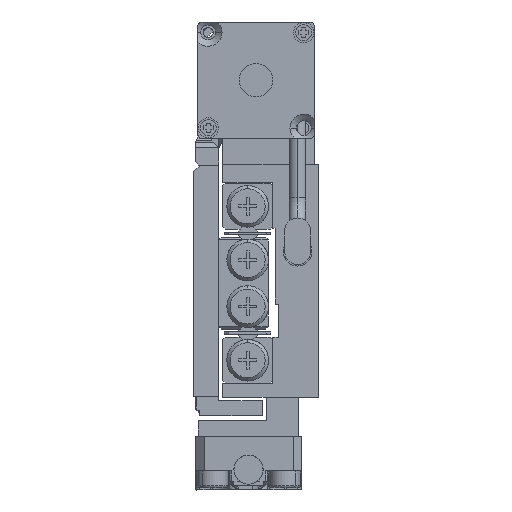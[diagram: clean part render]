
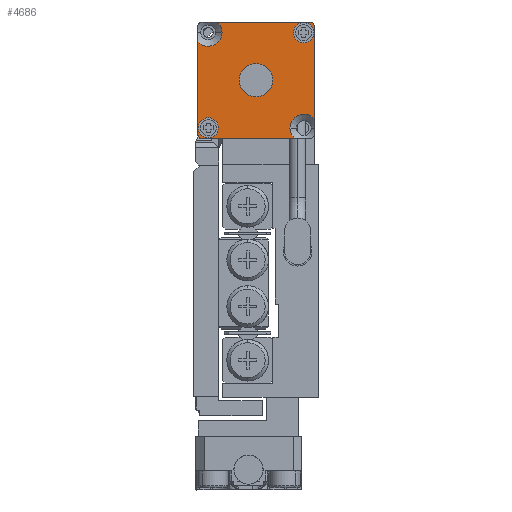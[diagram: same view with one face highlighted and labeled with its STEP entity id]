
A CAD part, left-side view. The second image highlights one B-rep face of the part: STEP entity #4686.
In plain terms, the highlighted face is planar.
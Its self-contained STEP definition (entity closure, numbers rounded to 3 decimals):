
#947 = DIRECTION ( 'NONE',  ( 1., 0., 0. ) ) ;
#1122 = CIRCLE ( 'NONE', #23514, 2. ) ;
#1357 = VERTEX_POINT ( 'NONE', #33857 ) ;
#1359 = CARTESIAN_POINT ( 'NONE',  ( 11.652, -14., 30. ) ) ;
#1373 = CARTESIAN_POINT ( 'NONE',  ( 14., -11.652, 30. ) ) ;
#2490 = CARTESIAN_POINT ( 'NONE',  ( 12.714, -1.286, 30. ) ) ;
#2539 = AXIS2_PLACEMENT_3D ( 'NONE', #45385, #31966, #19400 ) ;
#2920 = VERTEX_POINT ( 'NONE', #21737 ) ;
#2942 = EDGE_CURVE ( 'NONE', #51655, #44116, #40395, .T. ) ;
#3164 = DIRECTION ( 'NONE',  ( 0., 0., 1. ) ) ;
#3511 = CARTESIAN_POINT ( 'NONE',  ( 11.501, -1.286, 30. ) ) ;
#3512 = CARTESIAN_POINT ( 'NONE',  ( 2.348, 0., 30. ) ) ;
#4686 = ADVANCED_FACE ( 'NONE', ( #33316, #51088, #46713, #28946 ), #56039, .T. ) ;
#6799 = CARTESIAN_POINT ( 'NONE',  ( 1.25, -1.25, 30. ) ) ;
#7436 = ORIENTED_EDGE ( 'NONE', *, *, #50786, .T. ) ;
#7511 = CARTESIAN_POINT ( 'NONE',  ( 0., -13.5, 30. ) ) ;
#8043 = EDGE_CURVE ( 'NONE', #26647, #10625, #14931, .T. ) ;
#9430 = VERTEX_POINT ( 'NONE', #1373 ) ;
#9439 = EDGE_CURVE ( 'NONE', #14627, #45253, #1122, .T. ) ;
#9543 = CARTESIAN_POINT ( 'NONE',  ( 0.5, -14., 30. ) ) ;
#9679 = AXIS2_PLACEMENT_3D ( 'NONE', #36687, #54479, #14501 ) ;
#10625 = VERTEX_POINT ( 'NONE', #45274 ) ;
#10658 = CARTESIAN_POINT ( 'NONE',  ( 0., -2.348, 30. ) ) ;
#11038 = DIRECTION ( 'NONE',  ( 0., 0., 1. ) ) ;
#11115 = DIRECTION ( 'NONE',  ( 0., 0., 1. ) ) ;
#11473 = VERTEX_POINT ( 'NONE', #1359 ) ;
#11558 = EDGE_CURVE ( 'NONE', #45253, #14627, #21808, .T. ) ;
#11582 = ORIENTED_EDGE ( 'NONE', *, *, #49444, .F. ) ;
#11601 = CARTESIAN_POINT ( 'NONE',  ( 1.25, -1.25, 30. ) ) ;
#11746 = DIRECTION ( 'NONE',  ( 1., 0., 0. ) ) ;
#11773 = DIRECTION ( 'NONE',  ( 0., 0., -1. ) ) ;
#12114 = AXIS2_PLACEMENT_3D ( 'NONE', #32664, #13067, #43122 ) ;
#13067 = DIRECTION ( 'NONE',  ( 0., 0., 1. ) ) ;
#13093 = VECTOR ( 'NONE', #947, 1000. ) ;
#13806 = LINE ( 'NONE', #54357, #13093 ) ;
#14363 = EDGE_CURVE ( 'NONE', #9430, #16335, #19305, .T. ) ;
#14501 = DIRECTION ( 'NONE',  ( 1., 0., 0. ) ) ;
#14627 = VERTEX_POINT ( 'NONE', #56704 ) ;
#14931 = CIRCLE ( 'NONE', #12114, 0.5 ) ;
#15359 = CARTESIAN_POINT ( 'NONE',  ( 0., 0., 30. ) ) ;
#15932 = DIRECTION ( 'NONE',  ( 1., 0., 0. ) ) ;
#16335 = VERTEX_POINT ( 'NONE', #49328 ) ;
#16411 = AXIS2_PLACEMENT_3D ( 'NONE', #32334, #23572, #41356 ) ;
#17858 = DIRECTION ( 'NONE',  ( 0., 0., -1. ) ) ;
#18228 = CARTESIAN_POINT ( 'NONE',  ( 0.5, -13.5, 30. ) ) ;
#19305 = CIRCLE ( 'NONE', #2539, 1.664 ) ;
#19400 = DIRECTION ( 'NONE',  ( 1., 0., 0. ) ) ;
#19501 = AXIS2_PLACEMENT_3D ( 'NONE', #11601, #11038, #29424 ) ;
#19585 = VECTOR ( 'NONE', #37537, 1000. ) ;
#20307 = DIRECTION ( 'NONE',  ( 0., 0., 1. ) ) ;
#20345 = EDGE_LOOP ( 'NONE', ( #56093, #11582 ) ) ;
#20926 = ORIENTED_EDGE ( 'NONE', *, *, #30783, .T. ) ;
#21372 = AXIS2_PLACEMENT_3D ( 'NONE', #51164, #11773, #25810 ) ;
#21572 = ORIENTED_EDGE ( 'NONE', *, *, #56777, .T. ) ;
#21669 = ORIENTED_EDGE ( 'NONE', *, *, #14363, .F. ) ;
#21737 = CARTESIAN_POINT ( 'NONE',  ( 0.073, -12.714, 30. ) ) ;
#21808 = CIRCLE ( 'NONE', #9679, 2. ) ;
#21815 = CIRCLE ( 'NONE', #54433, 1.213 ) ;
#21826 = CARTESIAN_POINT ( 'NONE',  ( 13.927, -1.286, 30. ) ) ;
#22121 = CARTESIAN_POINT ( 'NONE',  ( 5., -7., 30. ) ) ;
#22366 = VERTEX_POINT ( 'NONE', #3512 ) ;
#22947 = CIRCLE ( 'NONE', #49964, 0.5 ) ;
#23018 = CIRCLE ( 'NONE', #30474, 1.213 ) ;
#23260 = LINE ( 'NONE', #15359, #19585 ) ;
#23514 = AXIS2_PLACEMENT_3D ( 'NONE', #36413, #50106, #48145 ) ;
#23572 = DIRECTION ( 'NONE',  ( 0., 0., 1. ) ) ;
#24626 = DIRECTION ( 'NONE',  ( 0., 0., 1. ) ) ;
#25381 = EDGE_CURVE ( 'NONE', #10625, #22366, #23260, .T. ) ;
#25428 = DIRECTION ( 'NONE',  ( 1., 0., 0. ) ) ;
#25810 = DIRECTION ( 'NONE',  ( 1., 0., 0. ) ) ;
#26647 = VERTEX_POINT ( 'NONE', #36195 ) ;
#26695 = CIRCLE ( 'NONE', #16411, 1.213 ) ;
#26730 = DIRECTION ( 'NONE',  ( 0., 0., 1. ) ) ;
#27780 = AXIS2_PLACEMENT_3D ( 'NONE', #6799, #24626, #11746 ) ;
#28946 = FACE_BOUND ( 'NONE', #49618, .T. ) ;
#29424 = DIRECTION ( 'NONE',  ( 1., 0., 0. ) ) ;
#29745 = EDGE_CURVE ( 'NONE', #9430, #26647, #39315, .T. ) ;
#30474 = AXIS2_PLACEMENT_3D ( 'NONE', #45275, #17858, #35676 ) ;
#30583 = ORIENTED_EDGE ( 'NONE', *, *, #40751, .T. ) ;
#30783 = EDGE_CURVE ( 'NONE', #2920, #1357, #23018, .T. ) ;
#31771 = CIRCLE ( 'NONE', #21372, 1.213 ) ;
#31799 = AXIS2_PLACEMENT_3D ( 'NONE', #56864, #3164, #35300 ) ;
#31863 = EDGE_CURVE ( 'NONE', #51655, #41964, #52903, .T. ) ;
#31966 = DIRECTION ( 'NONE',  ( 0., 0., 1. ) ) ;
#31976 = VECTOR ( 'NONE', #39252, 1000. ) ;
#32334 = CARTESIAN_POINT ( 'NONE',  ( 12.714, -1.286, 30. ) ) ;
#32664 = CARTESIAN_POINT ( 'NONE',  ( 13.5, -0.5, 30. ) ) ;
#33032 = EDGE_CURVE ( 'NONE', #41964, #22366, #44667, .T. ) ;
#33316 = FACE_BOUND ( 'NONE', #20345, .T. ) ;
#33654 = EDGE_LOOP ( 'NONE', ( #48120, #36368, #7436, #30583, #37317, #21669, #35677, #40361, #57539, #41994 ) ) ;
#33857 = CARTESIAN_POINT ( 'NONE',  ( 2.499, -12.714, 30. ) ) ;
#34091 = VECTOR ( 'NONE', #48636, 1000. ) ;
#34391 = VERTEX_POINT ( 'NONE', #21826 ) ;
#35300 = DIRECTION ( 'NONE',  ( 1., 0., 0. ) ) ;
#35676 = DIRECTION ( 'NONE',  ( 1., 0., 0. ) ) ;
#35677 = ORIENTED_EDGE ( 'NONE', *, *, #29745, .T. ) ;
#36195 = CARTESIAN_POINT ( 'NONE',  ( 14., -0.5, 30. ) ) ;
#36368 = ORIENTED_EDGE ( 'NONE', *, *, #2942, .T. ) ;
#36413 = CARTESIAN_POINT ( 'NONE',  ( 7., -7., 30. ) ) ;
#36687 = CARTESIAN_POINT ( 'NONE',  ( 7., -7., 30. ) ) ;
#37287 = EDGE_CURVE ( 'NONE', #34391, #47532, #26695, .T. ) ;
#37317 = ORIENTED_EDGE ( 'NONE', *, *, #42507, .F. ) ;
#37537 = DIRECTION ( 'NONE',  ( -1., 0., 0. ) ) ;
#39252 = DIRECTION ( 'NONE',  ( 0., -1., 0. ) ) ;
#39315 = LINE ( 'NONE', #48920, #34091 ) ;
#40361 = ORIENTED_EDGE ( 'NONE', *, *, #8043, .T. ) ;
#40395 = LINE ( 'NONE', #57335, #31976 ) ;
#40751 = EDGE_CURVE ( 'NONE', #45185, #11473, #13806, .T. ) ;
#41356 = DIRECTION ( 'NONE',  ( 1., 0., 0. ) ) ;
#41964 = VERTEX_POINT ( 'NONE', #53562 ) ;
#41994 = ORIENTED_EDGE ( 'NONE', *, *, #33032, .F. ) ;
#42507 = EDGE_CURVE ( 'NONE', #16335, #11473, #53192, .T. ) ;
#43122 = DIRECTION ( 'NONE',  ( 1., 0., 0. ) ) ;
#43811 = ORIENTED_EDGE ( 'NONE', *, *, #11558, .F. ) ;
#44116 = VERTEX_POINT ( 'NONE', #7511 ) ;
#44667 = CIRCLE ( 'NONE', #19501, 1.664 ) ;
#45185 = VERTEX_POINT ( 'NONE', #9543 ) ;
#45253 = VERTEX_POINT ( 'NONE', #22121 ) ;
#45274 = CARTESIAN_POINT ( 'NONE',  ( 13.5, 0., 30. ) ) ;
#45275 = CARTESIAN_POINT ( 'NONE',  ( 1.286, -12.714, 30. ) ) ;
#45385 = CARTESIAN_POINT ( 'NONE',  ( 12.75, -12.75, 30. ) ) ;
#46713 = FACE_BOUND ( 'NONE', #53095, .T. ) ;
#47180 = AXIS2_PLACEMENT_3D ( 'NONE', #56625, #11115, #25428 ) ;
#47532 = VERTEX_POINT ( 'NONE', #3511 ) ;
#47679 = ORIENTED_EDGE ( 'NONE', *, *, #9439, .F. ) ;
#48120 = ORIENTED_EDGE ( 'NONE', *, *, #31863, .F. ) ;
#48145 = DIRECTION ( 'NONE',  ( 1., 0., 0. ) ) ;
#48296 = DIRECTION ( 'NONE',  ( 1., 0., 0. ) ) ;
#48636 = DIRECTION ( 'NONE',  ( 0., 1., 0. ) ) ;
#48920 = CARTESIAN_POINT ( 'NONE',  ( 14., 0., 30. ) ) ;
#49328 = CARTESIAN_POINT ( 'NONE',  ( 11.086, -12.75, 30. ) ) ;
#49444 = EDGE_CURVE ( 'NONE', #47532, #34391, #21815, .T. ) ;
#49618 = EDGE_LOOP ( 'NONE', ( #21572, #20926 ) ) ;
#49964 = AXIS2_PLACEMENT_3D ( 'NONE', #18228, #26730, #48296 ) ;
#50106 = DIRECTION ( 'NONE',  ( 0., 0., 1. ) ) ;
#50786 = EDGE_CURVE ( 'NONE', #44116, #45185, #22947, .T. ) ;
#51088 = FACE_OUTER_BOUND ( 'NONE', #33654, .T. ) ;
#51164 = CARTESIAN_POINT ( 'NONE',  ( 1.286, -12.714, 30. ) ) ;
#51655 = VERTEX_POINT ( 'NONE', #10658 ) ;
#52903 = CIRCLE ( 'NONE', #27780, 1.664 ) ;
#53095 = EDGE_LOOP ( 'NONE', ( #43811, #47679 ) ) ;
#53192 = CIRCLE ( 'NONE', #31799, 1.664 ) ;
#53562 = CARTESIAN_POINT ( 'NONE',  ( 2.914, -1.25, 30. ) ) ;
#54357 = CARTESIAN_POINT ( 'NONE',  ( 0., -14., 30. ) ) ;
#54433 = AXIS2_PLACEMENT_3D ( 'NONE', #2490, #20307, #15932 ) ;
#54479 = DIRECTION ( 'NONE',  ( 0., 0., 1. ) ) ;
#56039 = PLANE ( 'NONE',  #47180 ) ;
#56093 = ORIENTED_EDGE ( 'NONE', *, *, #37287, .F. ) ;
#56625 = CARTESIAN_POINT ( 'NONE',  ( 0., 0., 30. ) ) ;
#56704 = CARTESIAN_POINT ( 'NONE',  ( 9., -7., 30. ) ) ;
#56777 = EDGE_CURVE ( 'NONE', #1357, #2920, #31771, .T. ) ;
#56864 = CARTESIAN_POINT ( 'NONE',  ( 12.75, -12.75, 30. ) ) ;
#57335 = CARTESIAN_POINT ( 'NONE',  ( 0., 0., 30. ) ) ;
#57539 = ORIENTED_EDGE ( 'NONE', *, *, #25381, .T. ) ;
